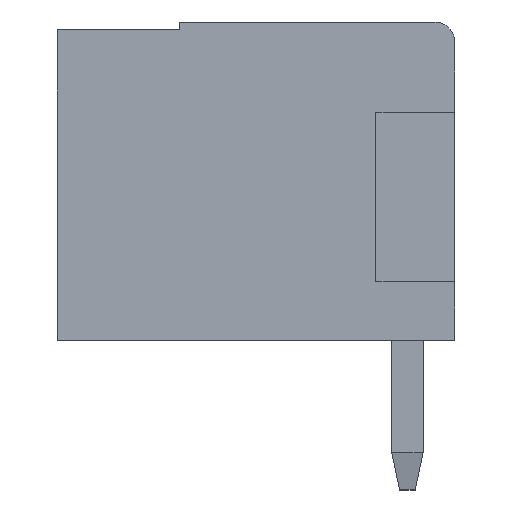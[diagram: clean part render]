
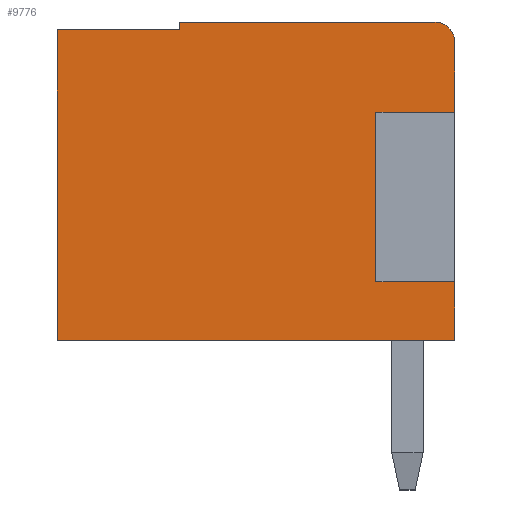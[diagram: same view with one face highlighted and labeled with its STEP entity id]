
A CAD part, left-side view. The second image highlights one B-rep face of the part: STEP entity #9776.
In plain terms, the highlighted planar face has unit normal (-1, 0, 0).
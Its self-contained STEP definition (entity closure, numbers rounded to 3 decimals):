
#74 = CARTESIAN_POINT ( 'NONE',  ( 0., 0., 5.8 ) ) ;
#246 = VERTEX_POINT ( 'NONE', #4036 ) ;
#338 = DIRECTION ( 'NONE',  ( 0., 0., -1. ) ) ;
#716 = VERTEX_POINT ( 'NONE', #8053 ) ;
#1117 = LINE ( 'NONE', #10065, #8599 ) ;
#1333 = EDGE_LOOP ( 'NONE', ( #15595, #3057, #19902, #10542, #6197, #6998, #4875, #24689, #8446, #18768, #21360 ) ) ;
#2185 = VERTEX_POINT ( 'NONE', #17972 ) ;
#2565 = CARTESIAN_POINT ( 'NONE',  ( 0., 0., 8.1 ) ) ;
#3057 = ORIENTED_EDGE ( 'NONE', *, *, #16691, .T. ) ;
#3456 = VECTOR ( 'NONE', #338, 1000. ) ;
#3497 = CARTESIAN_POINT ( 'NONE',  ( 0., 0.5, 7.6 ) ) ;
#3821 = CARTESIAN_POINT ( 'NONE',  ( 0., 10.1, 7.9 ) ) ;
#3914 = DIRECTION ( 'NONE',  ( 0., -1., 0. ) ) ;
#3930 = FACE_OUTER_BOUND ( 'NONE', #1333, .T. ) ;
#4036 = CARTESIAN_POINT ( 'NONE',  ( 0., 2., 1.5 ) ) ;
#4468 = DIRECTION ( 'NONE',  ( 0., 0., 1. ) ) ;
#4875 = ORIENTED_EDGE ( 'NONE', *, *, #24264, .T. ) ;
#4988 = DIRECTION ( 'NONE',  ( 0., -1., 0. ) ) ;
#5394 = CARTESIAN_POINT ( 'NONE',  ( 0., 0., 1.5 ) ) ;
#5495 = CARTESIAN_POINT ( 'NONE',  ( 0., 0.5, 8.1 ) ) ;
#6088 = CARTESIAN_POINT ( 'NONE',  ( 0., 0., 8.1 ) ) ;
#6197 = ORIENTED_EDGE ( 'NONE', *, *, #13088, .F. ) ;
#6724 = LINE ( 'NONE', #26864, #25955 ) ;
#6998 = ORIENTED_EDGE ( 'NONE', *, *, #19819, .F. ) ;
#7661 = DIRECTION ( 'NONE',  ( 0., -1., 0. ) ) ;
#7878 = VERTEX_POINT ( 'NONE', #5495 ) ;
#8053 = CARTESIAN_POINT ( 'NONE',  ( 0., 2., 5.8 ) ) ;
#8446 = ORIENTED_EDGE ( 'NONE', *, *, #10155, .F. ) ;
#8551 = CARTESIAN_POINT ( 'NONE',  ( 0., 0., 5.8 ) ) ;
#8579 = VERTEX_POINT ( 'NONE', #17597 ) ;
#8599 = VECTOR ( 'NONE', #3914, 1000. ) ;
#8855 = CARTESIAN_POINT ( 'NONE',  ( 0., 7., 7.9 ) ) ;
#9424 = VERTEX_POINT ( 'NONE', #8855 ) ;
#9543 = LINE ( 'NONE', #24614, #13382 ) ;
#9776 = ADVANCED_FACE ( 'NONE', ( #3930 ), #12381, .F. ) ;
#10065 = CARTESIAN_POINT ( 'NONE',  ( 0., 10.1, 8.1 ) ) ;
#10155 = EDGE_CURVE ( 'NONE', #246, #8579, #18033, .T. ) ;
#10343 = DIRECTION ( 'NONE',  ( 1., 0., 0. ) ) ;
#10413 = AXIS2_PLACEMENT_3D ( 'NONE', #18366, #10343, #16343 ) ;
#10449 = DIRECTION ( 'NONE',  ( 0., -1., 0. ) ) ;
#10483 = CARTESIAN_POINT ( 'NONE',  ( 0., 0., 7.6 ) ) ;
#10542 = ORIENTED_EDGE ( 'NONE', *, *, #20292, .F. ) ;
#11709 = DIRECTION ( 'NONE',  ( 0., 0., 1. ) ) ;
#11782 = EDGE_CURVE ( 'NONE', #17810, #26323, #16998, .T. ) ;
#12202 = DIRECTION ( 'NONE',  ( -1., 0., 0. ) ) ;
#12381 = PLANE ( 'NONE',  #10413 ) ;
#13088 = EDGE_CURVE ( 'NONE', #18699, #9424, #15959, .T. ) ;
#13382 = VECTOR ( 'NONE', #11709, 1000. ) ;
#13878 = VERTEX_POINT ( 'NONE', #16939 ) ;
#14023 = CARTESIAN_POINT ( 'NONE',  ( 0., 7., 8.1 ) ) ;
#14386 = LINE ( 'NONE', #6088, #20248 ) ;
#14819 = CARTESIAN_POINT ( 'NONE',  ( 0., 10.1, 0. ) ) ;
#15595 = ORIENTED_EDGE ( 'NONE', *, *, #11782, .T. ) ;
#15959 = LINE ( 'NONE', #3821, #26567 ) ;
#16343 = DIRECTION ( 'NONE',  ( 0., 0., -1. ) ) ;
#16691 = EDGE_CURVE ( 'NONE', #26323, #7878, #21911, .T. ) ;
#16809 = LINE ( 'NONE', #19224, #3456 ) ;
#16939 = CARTESIAN_POINT ( 'NONE',  ( 0., 10.1, 0. ) ) ;
#16998 = LINE ( 'NONE', #2565, #21780 ) ;
#17161 = VERTEX_POINT ( 'NONE', #14023 ) ;
#17597 = CARTESIAN_POINT ( 'NONE',  ( 0., 0., 1.5 ) ) ;
#17810 = VERTEX_POINT ( 'NONE', #8551 ) ;
#17972 = CARTESIAN_POINT ( 'NONE',  ( 0., 0., 0. ) ) ;
#18033 = LINE ( 'NONE', #5394, #22590 ) ;
#18366 = CARTESIAN_POINT ( 'NONE',  ( 0., 10.1, 8.1 ) ) ;
#18699 = VERTEX_POINT ( 'NONE', #23591 ) ;
#18746 = EDGE_CURVE ( 'NONE', #2185, #8579, #14386, .T. ) ;
#18768 = ORIENTED_EDGE ( 'NONE', *, *, #21616, .F. ) ;
#19224 = CARTESIAN_POINT ( 'NONE',  ( 0., 2., 5.8 ) ) ;
#19819 = EDGE_CURVE ( 'NONE', #13878, #18699, #6724, .T. ) ;
#19902 = ORIENTED_EDGE ( 'NONE', *, *, #20351, .F. ) ;
#20248 = VECTOR ( 'NONE', #22675, 1000. ) ;
#20292 = EDGE_CURVE ( 'NONE', #9424, #17161, #9543, .T. ) ;
#20351 = EDGE_CURVE ( 'NONE', #17161, #7878, #1117, .T. ) ;
#20879 = LINE ( 'NONE', #74, #26117 ) ;
#21360 = ORIENTED_EDGE ( 'NONE', *, *, #23073, .F. ) ;
#21616 = EDGE_CURVE ( 'NONE', #716, #246, #16809, .T. ) ;
#21780 = VECTOR ( 'NONE', #4468, 1000. ) ;
#21911 = CIRCLE ( 'NONE', #26276, 0.5 ) ;
#22000 = DIRECTION ( 'NONE',  ( 0., 0., -1. ) ) ;
#22590 = VECTOR ( 'NONE', #4988, 1000. ) ;
#22675 = DIRECTION ( 'NONE',  ( 0., 0., 1. ) ) ;
#22789 = DIRECTION ( 'NONE',  ( 0., 0., 1. ) ) ;
#23073 = EDGE_CURVE ( 'NONE', #17810, #716, #20879, .T. ) ;
#23591 = CARTESIAN_POINT ( 'NONE',  ( 0., 10.1, 7.9 ) ) ;
#24264 = EDGE_CURVE ( 'NONE', #13878, #2185, #25147, .T. ) ;
#24614 = CARTESIAN_POINT ( 'NONE',  ( 0., 7., 7.9 ) ) ;
#24689 = ORIENTED_EDGE ( 'NONE', *, *, #18746, .T. ) ;
#25147 = LINE ( 'NONE', #14819, #25304 ) ;
#25304 = VECTOR ( 'NONE', #10449, 1000. ) ;
#25513 = DIRECTION ( 'NONE',  ( 0., 1., 0. ) ) ;
#25955 = VECTOR ( 'NONE', #22789, 1000. ) ;
#26117 = VECTOR ( 'NONE', #25513, 1000. ) ;
#26276 = AXIS2_PLACEMENT_3D ( 'NONE', #3497, #12202, #22000 ) ;
#26323 = VERTEX_POINT ( 'NONE', #10483 ) ;
#26567 = VECTOR ( 'NONE', #7661, 1000. ) ;
#26864 = CARTESIAN_POINT ( 'NONE',  ( 0., 10.1, 8.1 ) ) ;
